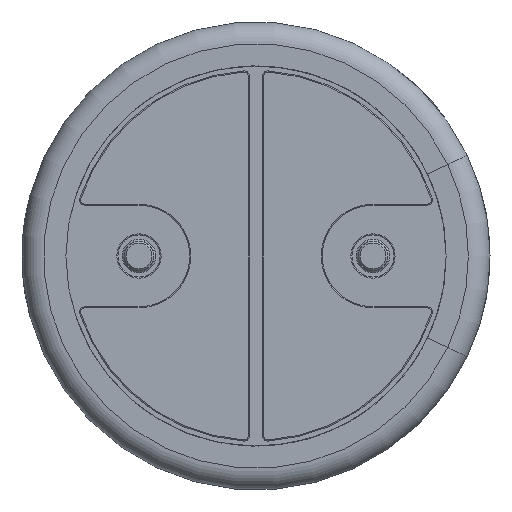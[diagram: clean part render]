
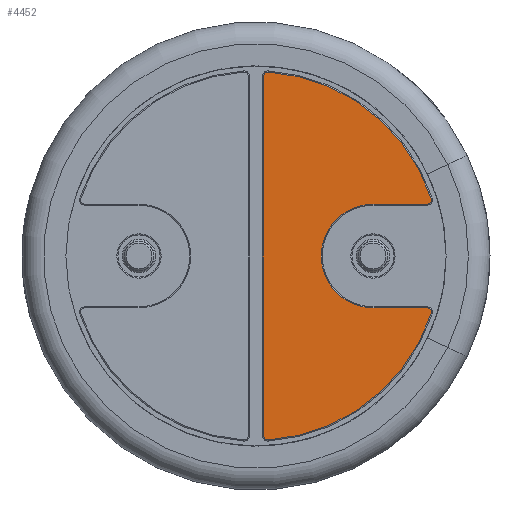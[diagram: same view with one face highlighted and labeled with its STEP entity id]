
A CAD part, front view. The second image highlights one B-rep face of the part: STEP entity #4452.
In plain terms, the highlighted planar face has unit normal (0, -1, 0).
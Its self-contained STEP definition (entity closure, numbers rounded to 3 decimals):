
#20=PLANE('',#4772);
#219=CIRCLE('',#4737,0.077);
#222=CIRCLE('',#4742,0.077);
#225=CIRCLE('',#4746,3.152);
#228=CIRCLE('',#4750,0.077);
#232=CIRCLE('',#4756,0.885);
#236=CIRCLE('',#4762,0.077);
#238=CIRCLE('',#4765,3.152);
#430=FACE_OUTER_BOUND('',#619,.T.);
#619=EDGE_LOOP('',(#3719,#3720,#3721,#3722,#3723,#3724,#3725,#3726,#3727,
#3728));
#813=LINE('',#8729,#997);
#815=LINE('',#8753,#999);
#817=LINE('',#8765,#1001);
#997=VECTOR('',#5416,10.);
#999=VECTOR('',#5446,10.);
#1001=VECTOR('',#5460,10.);
#1867=VERTEX_POINT('',#8717);
#1870=VERTEX_POINT('',#8722);
#1872=VERTEX_POINT('',#8727);
#1874=VERTEX_POINT('',#8733);
#1876=VERTEX_POINT('',#8739);
#1878=VERTEX_POINT('',#8745);
#1880=VERTEX_POINT('',#8751);
#1882=VERTEX_POINT('',#8757);
#1884=VERTEX_POINT('',#8763);
#1886=VERTEX_POINT('',#8769);
#2494=EDGE_CURVE('',#1870,#1867,#219,.T.);
#2496=EDGE_CURVE('',#1872,#1870,#813,.T.);
#2499=EDGE_CURVE('',#1874,#1872,#222,.T.);
#2502=EDGE_CURVE('',#1876,#1874,#225,.T.);
#2505=EDGE_CURVE('',#1878,#1876,#228,.T.);
#2508=EDGE_CURVE('',#1880,#1878,#815,.T.);
#2511=EDGE_CURVE('',#1882,#1880,#232,.T.);
#2514=EDGE_CURVE('',#1884,#1882,#817,.T.);
#2517=EDGE_CURVE('',#1886,#1884,#236,.T.);
#2519=EDGE_CURVE('',#1867,#1886,#238,.T.);
#3719=ORIENTED_EDGE('',*,*,#2494,.F.);
#3720=ORIENTED_EDGE('',*,*,#2496,.F.);
#3721=ORIENTED_EDGE('',*,*,#2499,.F.);
#3722=ORIENTED_EDGE('',*,*,#2502,.F.);
#3723=ORIENTED_EDGE('',*,*,#2505,.F.);
#3724=ORIENTED_EDGE('',*,*,#2508,.F.);
#3725=ORIENTED_EDGE('',*,*,#2511,.F.);
#3726=ORIENTED_EDGE('',*,*,#2514,.F.);
#3727=ORIENTED_EDGE('',*,*,#2517,.F.);
#3728=ORIENTED_EDGE('',*,*,#2519,.F.);
#4452=ADVANCED_FACE('',(#430),#20,.F.);
#4737=AXIS2_PLACEMENT_3D('',#8724,#5410,#5411);
#4742=AXIS2_PLACEMENT_3D('',#8735,#5422,#5423);
#4746=AXIS2_PLACEMENT_3D('',#8741,#5430,#5431);
#4750=AXIS2_PLACEMENT_3D('',#8747,#5438,#5439);
#4756=AXIS2_PLACEMENT_3D('',#8759,#5452,#5453);
#4762=AXIS2_PLACEMENT_3D('',#8771,#5466,#5467);
#4765=AXIS2_PLACEMENT_3D('',#8774,#5472,#5473);
#4772=AXIS2_PLACEMENT_3D('',#8787,#5492,#5493);
#5410=DIRECTION('center_axis',(0.,1.,0.));
#5411=DIRECTION('ref_axis',(-0.683,0.,0.73));
#5416=DIRECTION('',(0.,0.,1.));
#5422=DIRECTION('center_axis',(0.,1.,0.));
#5423=DIRECTION('ref_axis',(-0.683,0.,-0.73));
#5430=DIRECTION('center_axis',(0.,1.,0.));
#5431=DIRECTION('ref_axis',(0.613,0.,-0.79));
#5438=DIRECTION('center_axis',(0.,1.,0.));
#5439=DIRECTION('ref_axis',(0.81,0.,0.586));
#5446=DIRECTION('',(1.,0.,0.));
#5452=DIRECTION('center_axis',(0.,-1.,0.));
#5453=DIRECTION('ref_axis',(-1.,0.,0.));
#5460=DIRECTION('',(-1.,0.,0.));
#5466=DIRECTION('center_axis',(0.,1.,0.));
#5467=DIRECTION('ref_axis',(0.81,0.,-0.586));
#5472=DIRECTION('center_axis',(0.,1.,0.));
#5473=DIRECTION('ref_axis',(0.613,0.,0.79));
#5492=DIRECTION('center_axis',(0.,1.,0.));
#5493=DIRECTION('ref_axis',(0.,0.,1.));
#8717=CARTESIAN_POINT('',(0.21,-0.05,3.145));
#8722=CARTESIAN_POINT('',(0.128,-0.05,3.068));
#8724=CARTESIAN_POINT('Origin',(0.205,-0.05,3.068));
#8727=CARTESIAN_POINT('',(0.128,-0.05,-3.068));
#8729=CARTESIAN_POINT('',(0.128,-0.05,1.534));
#8733=CARTESIAN_POINT('',(0.21,-0.05,-3.145));
#8735=CARTESIAN_POINT('Origin',(0.205,-0.05,-3.068));
#8739=CARTESIAN_POINT('',(2.994,-0.05,-0.986));
#8741=CARTESIAN_POINT('Origin',(0.,-0.05,0.));
#8745=CARTESIAN_POINT('',(2.921,-0.05,-0.885));
#8747=CARTESIAN_POINT('Origin',(2.921,-0.05,-0.962));
#8751=CARTESIAN_POINT('',(2.,-0.05,-0.885));
#8753=CARTESIAN_POINT('',(2.242,-0.05,-0.885));
#8757=CARTESIAN_POINT('',(2.,-0.05,0.885));
#8759=CARTESIAN_POINT('Origin',(2.,-0.05,0.));
#8763=CARTESIAN_POINT('',(2.921,-0.05,0.885));
#8765=CARTESIAN_POINT('',(1.781,-0.05,0.885));
#8769=CARTESIAN_POINT('',(2.994,-0.05,0.986));
#8771=CARTESIAN_POINT('Origin',(2.921,-0.05,0.962));
#8774=CARTESIAN_POINT('Origin',(0.,-0.05,0.));
#8787=CARTESIAN_POINT('Origin',(1.563,-0.05,0.));
